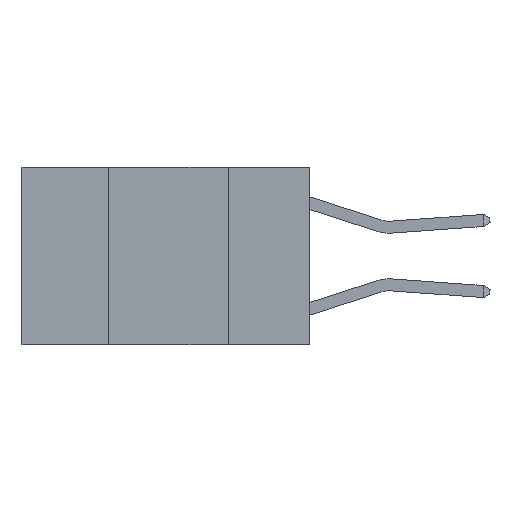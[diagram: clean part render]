
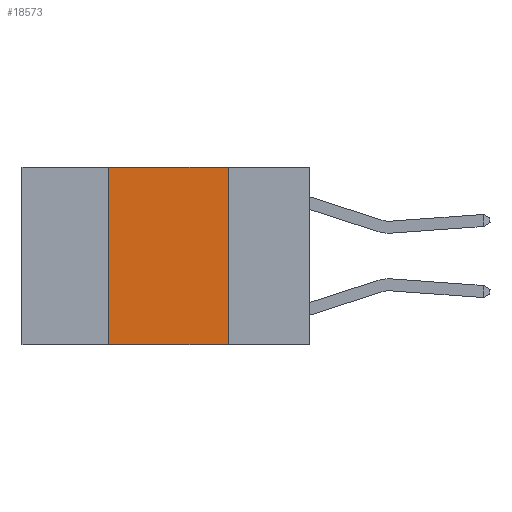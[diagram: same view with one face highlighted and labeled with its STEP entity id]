
A CAD part, left-side view. The second image highlights one B-rep face of the part: STEP entity #18573.
In plain terms, the highlighted planar face has unit normal (-1, 0, 0).
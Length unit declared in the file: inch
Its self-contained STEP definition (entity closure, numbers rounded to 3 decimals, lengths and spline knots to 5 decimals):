
#521 = ORIENTED_EDGE ( 'NONE', *, *, #18391, .T. ) ;
#834 = CARTESIAN_POINT ( 'NONE',  ( 0., 0.6, 0. ) ) ;
#982 = VECTOR ( 'NONE', #2460, 39.37008 ) ;
#2447 = DIRECTION ( 'NONE',  ( 0., 0., 1. ) ) ;
#2460 = DIRECTION ( 'NONE',  ( 0., -1., 0. ) ) ;
#2495 = VERTEX_POINT ( 'NONE', #18840 ) ;
#2696 = VERTEX_POINT ( 'NONE', #15077 ) ;
#5072 = ORIENTED_EDGE ( 'NONE', *, *, #5788, .F. ) ;
#5788 = EDGE_CURVE ( 'NONE', #16676, #16058, #6782, .T. ) ;
#6126 = CARTESIAN_POINT ( 'NONE',  ( 0., 0.42, 0. ) ) ;
#6762 = VECTOR ( 'NONE', #2447, 39.37008 ) ;
#6782 = LINE ( 'NONE', #10783, #6762 ) ;
#7363 = DIRECTION ( 'NONE',  ( 0., 0., -1. ) ) ;
#8603 = EDGE_CURVE ( 'NONE', #16058, #2495, #9341, .T. ) ;
#8695 = LINE ( 'NONE', #15268, #12242 ) ;
#9225 = FACE_OUTER_BOUND ( 'NONE', #11972, .T. ) ;
#9314 = PLANE ( 'NONE',  #10130 ) ;
#9341 = LINE ( 'NONE', #17263, #982 ) ;
#10130 = AXIS2_PLACEMENT_3D ( 'NONE', #834, #12139, #7363 ) ;
#10783 = CARTESIAN_POINT ( 'NONE',  ( 0., 0.42, 0. ) ) ;
#10847 = CARTESIAN_POINT ( 'NONE',  ( 0., 0.17, 0. ) ) ;
#11972 = EDGE_LOOP ( 'NONE', ( #21081, #18674, #5072, #521 ) ) ;
#12039 = LINE ( 'NONE', #10847, #17634 ) ;
#12139 = DIRECTION ( 'NONE',  ( 1., 0., 0. ) ) ;
#12242 = VECTOR ( 'NONE', #20377, 39.37008 ) ;
#12769 = DIRECTION ( 'NONE',  ( 0., 0., -1. ) ) ;
#14887 = CARTESIAN_POINT ( 'NONE',  ( 0., 0.42, -0.37 ) ) ;
#15077 = CARTESIAN_POINT ( 'NONE',  ( 0., 0.17, -0.37 ) ) ;
#15268 = CARTESIAN_POINT ( 'NONE',  ( 0., 0.6, -0.37 ) ) ;
#16058 = VERTEX_POINT ( 'NONE', #6126 ) ;
#16676 = VERTEX_POINT ( 'NONE', #14887 ) ;
#17263 = CARTESIAN_POINT ( 'NONE',  ( 0., 0.6, 0. ) ) ;
#17634 = VECTOR ( 'NONE', #12769, 39.37008 ) ;
#18391 = EDGE_CURVE ( 'NONE', #16676, #2696, #8695, .T. ) ;
#18573 = ADVANCED_FACE ( 'NONE', ( #9225 ), #9314, .F. ) ;
#18674 = ORIENTED_EDGE ( 'NONE', *, *, #8603, .F. ) ;
#18840 = CARTESIAN_POINT ( 'NONE',  ( 0., 0.17, 0. ) ) ;
#20272 = EDGE_CURVE ( 'NONE', #2495, #2696, #12039, .T. ) ;
#20377 = DIRECTION ( 'NONE',  ( 0., -1., 0. ) ) ;
#21081 = ORIENTED_EDGE ( 'NONE', *, *, #20272, .F. ) ;
